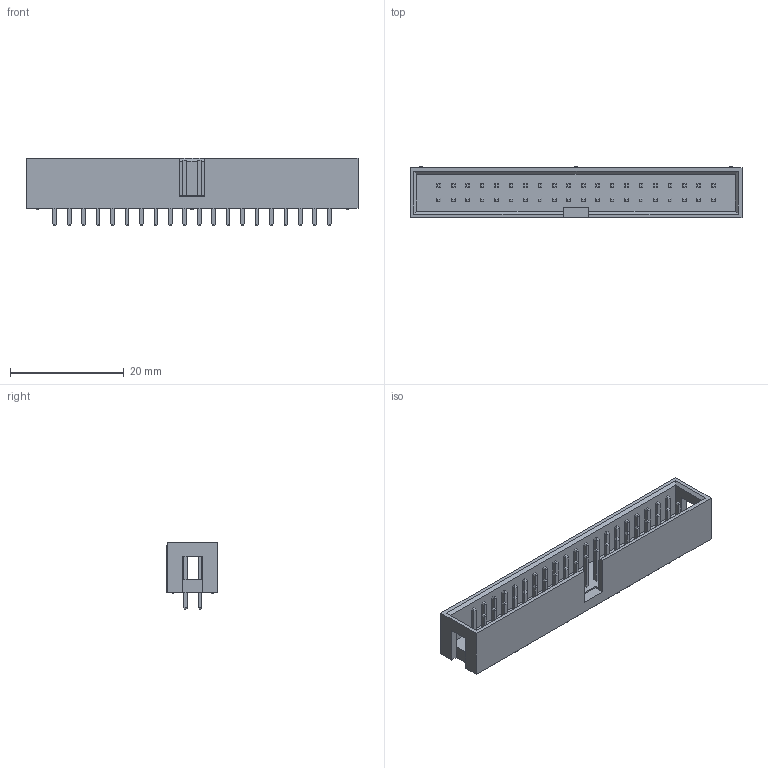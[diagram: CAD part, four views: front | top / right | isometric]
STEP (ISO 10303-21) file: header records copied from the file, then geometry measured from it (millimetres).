
FILE_DESCRIPTION(/* description */ ('STEP AP242','CAx-IF Rec.Pracs.---Representation and Presentation of Product Manufacturing Information (PMI)---4.0---2014-10-13','CAx-IF Rec.Pracs.---3D Tessellated Geometry---0.4---2014-09-14','2;1'),/* implementation_level */ '2;1');
FILE_NAME(/* name */ '64f9e2ab3e6dba0e04a9983f',/* time_stamp */ '2023-09-07T14:48:12Z',/* author */ (''),/* organization */ (''),/* preprocessor_version */ 'ST-DEVELOPER v19.4',/* originating_system */ ' ',/* authorisation */ ' ');
FILE_SCHEMA (('AP242_MANAGED_MODEL_BASED_3D_ENGINEERING_MIM_LF { 1 0 10303 442 1 1 4 }'));
Length unit declared in the file: metre
Products named in the file (41): Part 41; Part 40; Part 39; Part 38; Part 37; Part 36; Part 35; Part 34; Part 33; Part 32; Part 31; Part 30; Part 29; Part 28; Part 27; Part 26; Part 25; Part 24; Part 23; Part 22; Part 21; Part 20; Part 19; Part 18; Part 17; Part 16; Part 15; Part 14; Part 13; Part 12; Part 11; Part 10; Part 9; Part 8; Part 7; Part 6; Part 5; Part 4; Part 3; Part 2 ...
Bounding box: 58.4 x 9.1 x 11.8 mm (x, y, z)
Volume: 2249 mm3; surface area: 4157.8 mm2
Topology: 41 solids, 41 shells, 601 faces, 1321 edges, 798 vertices
Faces by surface type: plane 592, sphere 6, cylinder 3
Entity records: 16770 total; most frequent: CARTESIAN_POINT 2743, ORIENTED_EDGE 2618, DIRECTION 2605, EDGE_CURVE 1309, LINE 1297, VECTOR 1297, VERTEX_POINT 792, AXIS2_PLACEMENT_3D 654
